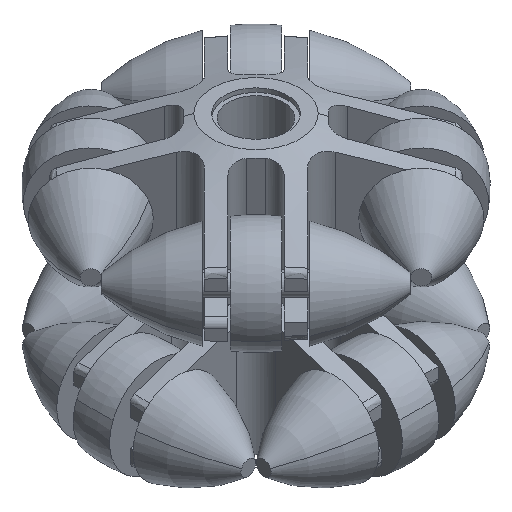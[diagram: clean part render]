
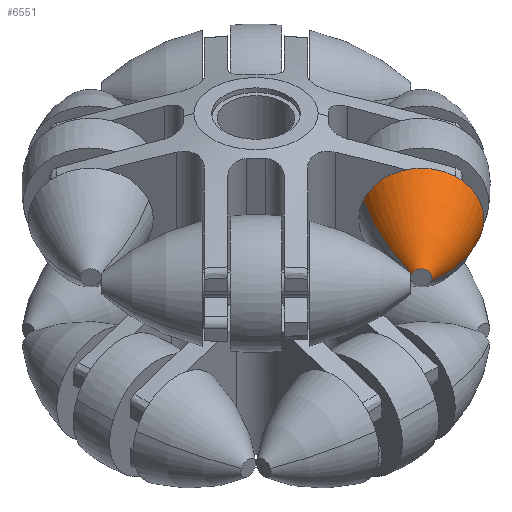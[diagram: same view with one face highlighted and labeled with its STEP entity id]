
A CAD part, isometric view. The second image highlights one B-rep face of the part: STEP entity #6551.
In plain terms, the highlighted toroidal (fillet/blend) face has major radius 17.65 mm and minor radius 25 mm.
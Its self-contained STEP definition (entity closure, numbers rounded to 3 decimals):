
#88 = CIRCLE ( 'NONE', #10143, 25. ) ;
#89 = CARTESIAN_POINT ( 'NONE',  ( 0., 0., 0. ) ) ;
#420 = CARTESIAN_POINT ( 'NONE',  ( 0., 0., -16.5 ) ) ;
#436 = AXIS2_PLACEMENT_3D ( 'NONE', #4051, #2399, #8792 ) ;
#698 = DIRECTION ( 'NONE',  ( 0., 1., 0. ) ) ;
#699 = CIRCLE ( 'NONE', #8865, 6.68 ) ;
#922 = DIRECTION ( 'NONE',  ( 1., 0., 0. ) ) ;
#1102 = DIRECTION ( 'NONE',  ( 0., 0., -1. ) ) ;
#1385 = VERTEX_POINT ( 'NONE', #3902 ) ;
#1601 = EDGE_LOOP ( 'NONE', ( #4379, #6288, #6418, #7129 ) ) ;
#2042 = AXIS2_PLACEMENT_3D ( 'NONE', #420, #6737, #3567 ) ;
#2399 = DIRECTION ( 'NONE',  ( 0., -1., 0. ) ) ;
#2707 = DIRECTION ( 'NONE',  ( 0., 1., 0. ) ) ;
#2734 = EDGE_CURVE ( 'NONE', #1385, #8539, #88, .T. ) ;
#3208 = EDGE_CURVE ( 'NONE', #10069, #6242, #10161, .T. ) ;
#3475 = CARTESIAN_POINT ( 'NONE',  ( 0., 0., -5.75 ) ) ;
#3567 = DIRECTION ( 'NONE',  ( 1., 0., 0. ) ) ;
#3902 = CARTESIAN_POINT ( 'NONE',  ( -1.132, 0., -16.5 ) ) ;
#4051 = CARTESIAN_POINT ( 'NONE',  ( -17.65, 0., 0. ) ) ;
#4379 = ORIENTED_EDGE ( 'NONE', *, *, #6269, .T. ) ;
#5400 = DIRECTION ( 'NONE',  ( -1., 0., 0. ) ) ;
#5436 = EDGE_CURVE ( 'NONE', #8539, #6242, #699, .T. ) ;
#5606 = CIRCLE ( 'NONE', #2042, 1.132 ) ;
#6242 = VERTEX_POINT ( 'NONE', #9104 ) ;
#6269 = EDGE_CURVE ( 'NONE', #10069, #1385, #5606, .T. ) ;
#6288 = ORIENTED_EDGE ( 'NONE', *, *, #2734, .T. ) ;
#6327 = CARTESIAN_POINT ( 'NONE',  ( 1.132, 0., -16.5 ) ) ;
#6418 = ORIENTED_EDGE ( 'NONE', *, *, #5436, .T. ) ;
#6551 = ADVANCED_FACE ( 'NONE', ( #8453 ), #7694, .T. ) ;
#6737 = DIRECTION ( 'NONE',  ( 0., 0., 1. ) ) ;
#7129 = ORIENTED_EDGE ( 'NONE', *, *, #3208, .F. ) ;
#7694 = TOROIDAL_SURFACE ( 'NONE', #8404, -17.65, 25. ) ;
#8404 = AXIS2_PLACEMENT_3D ( 'NONE', #89, #9613, #922 ) ;
#8453 = FACE_OUTER_BOUND ( 'NONE', #1601, .T. ) ;
#8539 = VERTEX_POINT ( 'NONE', #8653 ) ;
#8554 = CARTESIAN_POINT ( 'NONE',  ( 17.65, 0., 0. ) ) ;
#8653 = CARTESIAN_POINT ( 'NONE',  ( -6.68, 0., -5.75 ) ) ;
#8792 = DIRECTION ( 'NONE',  ( 1., 0., 0. ) ) ;
#8865 = AXIS2_PLACEMENT_3D ( 'NONE', #3475, #1102, #2707 ) ;
#9104 = CARTESIAN_POINT ( 'NONE',  ( 6.68, 0., -5.75 ) ) ;
#9613 = DIRECTION ( 'NONE',  ( 0., 0., 1. ) ) ;
#10069 = VERTEX_POINT ( 'NONE', #6327 ) ;
#10143 = AXIS2_PLACEMENT_3D ( 'NONE', #8554, #698, #5400 ) ;
#10161 = CIRCLE ( 'NONE', #436, 25. ) ;
